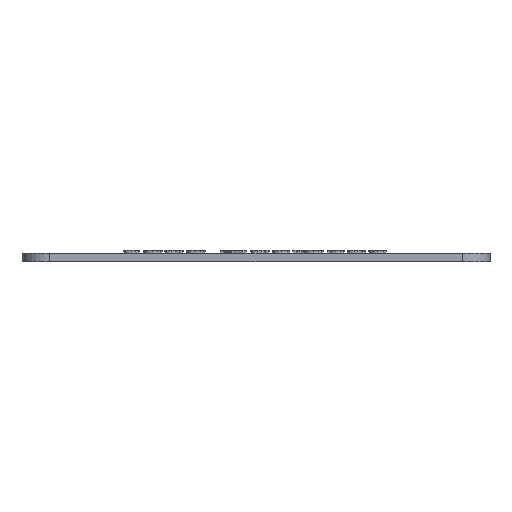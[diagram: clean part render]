
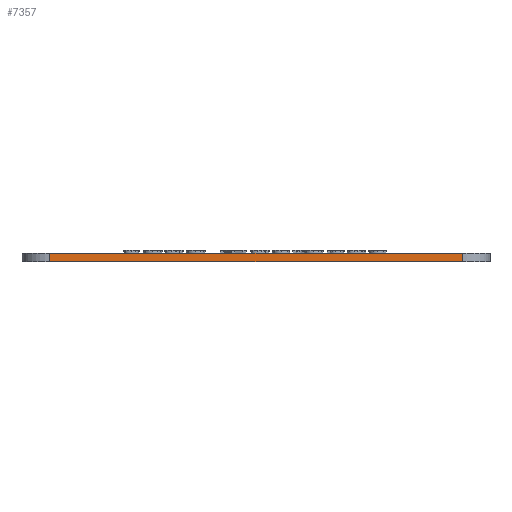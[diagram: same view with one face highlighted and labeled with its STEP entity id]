
A CAD part, front view. The second image highlights one B-rep face of the part: STEP entity #7357.
In plain terms, the highlighted planar face has unit normal (0, -1, 0).
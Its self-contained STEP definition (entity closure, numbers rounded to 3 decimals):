
#247=PLANE('',#7603);
#607=FACE_OUTER_BOUND('',#1051,.T.);
#1051=EDGE_LOOP('',(#6475,#6476,#6477,#6478));
#1185=LINE('',#9591,#1757);
#1570=LINE('',#15035,#2142);
#1626=LINE('',#15211,#2198);
#1627=LINE('',#15213,#2199);
#1757=VECTOR('',#7755,10.);
#2142=VECTOR('',#8342,10.);
#2198=VECTOR('',#8476,10.);
#2199=VECTOR('',#8479,10.);
#2826=VERTEX_POINT('',#9588);
#2827=VERTEX_POINT('',#9590);
#3402=VERTEX_POINT('',#15032);
#3403=VERTEX_POINT('',#15034);
#3603=EDGE_CURVE('',#2826,#2827,#1185,.T.);
#4424=EDGE_CURVE('',#3403,#3402,#1570,.T.);
#4514=EDGE_CURVE('',#3403,#2826,#1626,.T.);
#4515=EDGE_CURVE('',#2827,#3402,#1627,.T.);
#6475=ORIENTED_EDGE('',*,*,#4514,.F.);
#6476=ORIENTED_EDGE('',*,*,#4424,.T.);
#6477=ORIENTED_EDGE('',*,*,#4515,.F.);
#6478=ORIENTED_EDGE('',*,*,#3603,.F.);
#7357=ADVANCED_FACE('',(#607),#247,.T.);
#7603=AXIS2_PLACEMENT_3D('',#15212,#8477,#8478);
#7755=DIRECTION('',(1.,0.,0.));
#8342=DIRECTION('',(1.,0.,0.));
#8476=DIRECTION('',(0.,0.,1.));
#8477=DIRECTION('center_axis',(0.,-1.,0.));
#8478=DIRECTION('ref_axis',(1.,0.,0.));
#8479=DIRECTION('',(0.,0.,-1.));
#9588=CARTESIAN_POINT('',(-8.11,-88.03,1.5));
#9590=CARTESIAN_POINT('',(66.53,-88.03,1.5));
#9591=CARTESIAN_POINT('',(-13.11,-88.03,1.5));
#15032=CARTESIAN_POINT('',(66.53,-88.03,0.));
#15034=CARTESIAN_POINT('',(-8.11,-88.03,0.));
#15035=CARTESIAN_POINT('',(-13.11,-88.03,0.));
#15211=CARTESIAN_POINT('',(-8.11,-88.03,0.));
#15212=CARTESIAN_POINT('Origin',(-13.11,-88.03,0.));
#15213=CARTESIAN_POINT('',(66.53,-88.03,0.));
